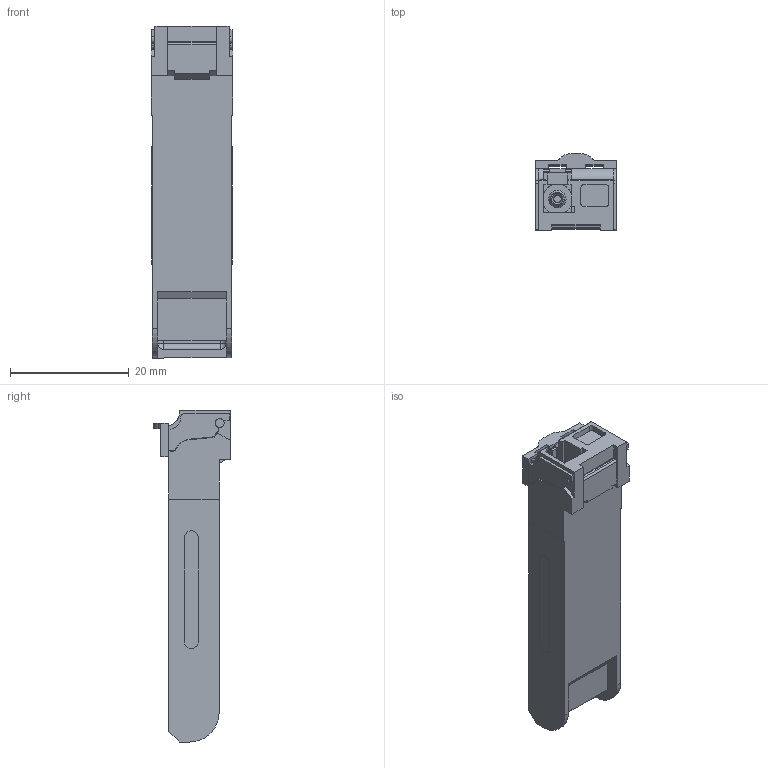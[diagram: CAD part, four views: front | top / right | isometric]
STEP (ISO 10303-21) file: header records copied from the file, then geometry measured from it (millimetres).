
FILE_DESCRIPTION(('CATIA V5 STEP Exchange','CAx-IF Rec.Pracs.--- Model Styling and Organization---1.4--- 2014-01-23'),'2;1');
FILE_NAME ('D1598545_0_2682530000_S3D_IE_SFP_1GE_SM_XXX_BiDi_XXX.stp','2024-01-10T11:55:44+00:00',('none'),('Weidmueller'),'CATIA Version 5-6 Release 2016 SP3 HF44','CATIA V5 STEP AP214','none');
FILE_SCHEMA(('AUTOMOTIVE_DESIGN { 1 0 10303 214 1 1 1 1 }'));
Length unit declared in the file: millimetre
Products named in the file (1): S3D_IE_SFP_1GE_SM_XXX_BiDi_XXX
Bounding box: 13.7 x 12.95 x 55.9 mm (x, y, z)
Volume: 5430.4 mm3; surface area: 3704 mm2
Topology: 5 solids, 5 shells, 235 faces, 653 edges, 434 vertices
Faces by surface type: plane 159, cylinder 54, extrusion 16, cone 4, sphere 2
Entity records: 7689 total; most frequent: CARTESIAN_POINT 1774, ORIENTED_EDGE 1302, DIRECTION 914, EDGE_CURVE 651, VECTOR 479, LINE 463, VERTEX_POINT 434, AXIS2_PLACEMENT_3D 275
